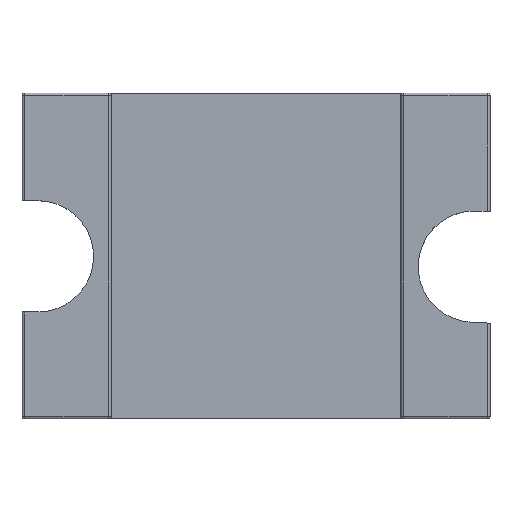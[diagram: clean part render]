
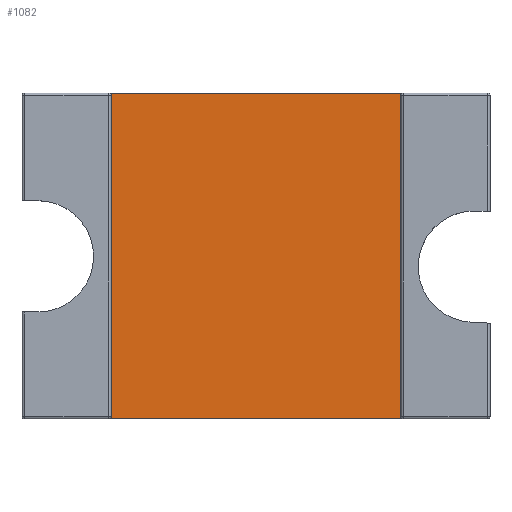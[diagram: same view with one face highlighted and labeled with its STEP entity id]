
A CAD part, top view. The second image highlights one B-rep face of the part: STEP entity #1082.
In plain terms, the highlighted planar face has unit normal (0, 0, 1).
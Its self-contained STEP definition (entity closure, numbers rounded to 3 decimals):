
#238=FACE_OUTER_BOUND('',#306,.T.);
#306=EDGE_LOOP('',(#969,#970,#971,#972));
#389=LINE('',#1850,#473);
#390=LINE('',#1852,#474);
#391=LINE('',#1854,#475);
#392=LINE('',#1855,#476);
#473=VECTOR('',#1555,1.);
#474=VECTOR('',#1556,1.);
#475=VECTOR('',#1557,1.);
#476=VECTOR('',#1558,1.);
#561=VERTEX_POINT('',#1848);
#562=VERTEX_POINT('',#1849);
#563=VERTEX_POINT('',#1851);
#564=VERTEX_POINT('',#1853);
#701=EDGE_CURVE('',#561,#562,#389,.T.);
#702=EDGE_CURVE('',#562,#563,#390,.T.);
#703=EDGE_CURVE('',#563,#564,#391,.T.);
#704=EDGE_CURVE('',#564,#561,#392,.T.);
#969=ORIENTED_EDGE('',*,*,#701,.T.);
#970=ORIENTED_EDGE('',*,*,#702,.T.);
#971=ORIENTED_EDGE('',*,*,#703,.T.);
#972=ORIENTED_EDGE('',*,*,#704,.T.);
#1014=PLANE('',#1224);
#1082=ADVANCED_FACE('',(#238),#1014,.F.);
#1224=AXIS2_PLACEMENT_3D('',#1847,#1553,#1554);
#1553=DIRECTION('center_axis',(0.,0.,
-1.));
#1554=DIRECTION('ref_axis',(0.,1.,0.));
#1555=DIRECTION('',(-1.,0.,0.));
#1556=DIRECTION('',(0.,-1.,0.));
#1557=DIRECTION('',(1.,0.,0.));
#1558=DIRECTION('',(0.,1.,0.));
#1847=CARTESIAN_POINT('Origin',(0.,0.,1.));
#1848=CARTESIAN_POINT('',(2.278,2.56,1.));
#1849=CARTESIAN_POINT('',(-2.278,2.56,1.));
#1850=CARTESIAN_POINT('',(0.,2.56,1.));
#1851=CARTESIAN_POINT('',(-2.278,-2.56,1.));
#1852=CARTESIAN_POINT('',(-2.278,0.,1.));
#1853=CARTESIAN_POINT('',(2.278,-2.56,1.));
#1854=CARTESIAN_POINT('',(0.,-2.56,1.));
#1855=CARTESIAN_POINT('',(2.278,0.,1.));
